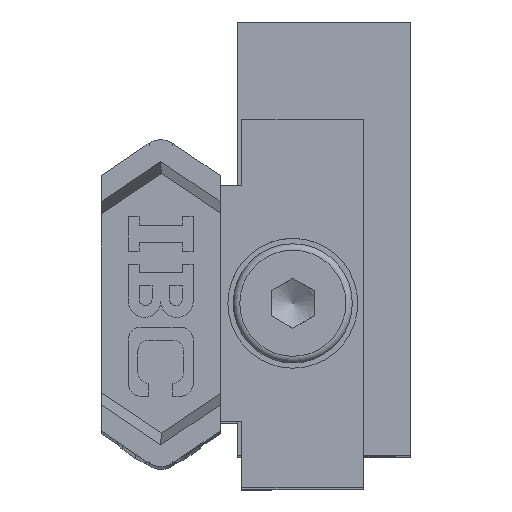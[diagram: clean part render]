
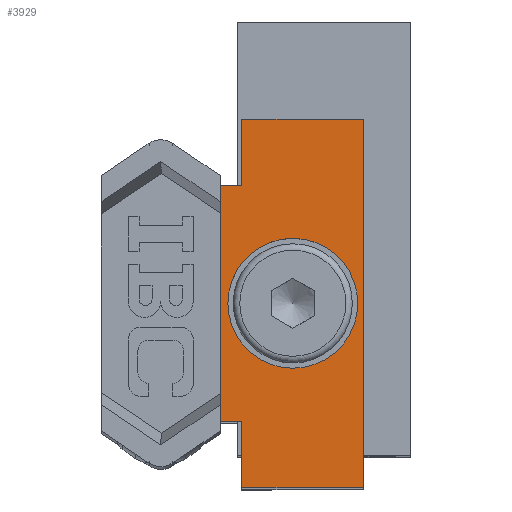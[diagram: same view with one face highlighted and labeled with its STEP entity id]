
A CAD part, top view. The second image highlights one B-rep face of the part: STEP entity #3929.
In plain terms, the highlighted face is planar.
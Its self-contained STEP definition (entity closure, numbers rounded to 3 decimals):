
#1593=CARTESIAN_POINT('',(5.45,-2.457,2.));
#1594=VERTEX_POINT('',#1593);
#1601=CARTESIAN_POINT('',(5.252,-2.751,2.));
#1602=VERTEX_POINT('',#1601);
#1603=CARTESIAN_POINT('',(5.45,-2.457,2.));
#1604=DIRECTION('',(-0.559,-0.829,0.));
#1605=VECTOR('',#1604,0.355);
#1606=LINE('',#1603,#1605);
#1607=EDGE_CURVE('',#1594,#1602,#1606,.T.);
#1853=CARTESIAN_POINT('',(-5.253,-2.751,2.));
#1854=VERTEX_POINT('',#1853);
#1861=CARTESIAN_POINT('',(-5.45,-2.458,2.));
#1862=VERTEX_POINT('',#1861);
#1863=CARTESIAN_POINT('',(-5.253,-2.751,2.));
#1864=DIRECTION('',(-0.559,0.829,0.));
#1865=VECTOR('',#1864,0.353);
#1866=LINE('',#1863,#1865);
#1867=EDGE_CURVE('',#1854,#1862,#1866,.T.);
#3487=CARTESIAN_POINT('',(-4.164,-2.751,2.0));
#3488=VERTEX_POINT('',#3487);
#3489=CARTESIAN_POINT('',(4.159,-2.751,2.0));
#3490=VERTEX_POINT('',#3489);
#3491=CARTESIAN_POINT('',(-4.164,-2.751,2.));
#3492=DIRECTION('',(1.0,0.0,0.0));
#3493=VECTOR('',#3492,8.323);
#3494=LINE('',#3491,#3493);
#3495=EDGE_CURVE('',#3488,#3490,#3494,.T.);
#3649=CARTESIAN_POINT('',(-3.,-6.101,1.999));
#3650=VERTEX_POINT('',#3649);
#3651=CARTESIAN_POINT('',(0.,-6.101,1.999));
#3652=DIRECTION('',(0.0,0.,1.));
#3653=DIRECTION('',(-1.0,0.0,0.0));
#3654=AXIS2_PLACEMENT_3D('',#3651,#3652,#3653);
#3655=CIRCLE('',#3654,3.);
#3656=EDGE_CURVE('',#3650,#3650,#3655,.T.);
#3710=CARTESIAN_POINT('',(-5.45,-3.751,2.));
#3711=VERTEX_POINT('',#3710);
#3720=CARTESIAN_POINT('',(-8.5,-3.751,2.));
#3721=VERTEX_POINT('',#3720);
#3722=CARTESIAN_POINT('',(-5.45,-3.751,2.));
#3723=DIRECTION('',(-1.0,0.0,0.0));
#3724=VECTOR('',#3723,3.05);
#3725=LINE('',#3722,#3724);
#3726=EDGE_CURVE('',#3711,#3721,#3725,.T.);
#3752=CARTESIAN_POINT('',(5.45,-3.751,2.));
#3753=VERTEX_POINT('',#3752);
#3768=CARTESIAN_POINT('',(8.5,-3.751,2.));
#3769=VERTEX_POINT('',#3768);
#3776=CARTESIAN_POINT('',(8.5,-3.751,2.));
#3777=DIRECTION('',(-1.0,0.0,0.0));
#3778=VECTOR('',#3777,3.05);
#3779=LINE('',#3776,#3778);
#3780=EDGE_CURVE('',#3769,#3753,#3779,.T.);
#3792=CARTESIAN_POINT('',(8.5,-9.351,1.997));
#3793=VERTEX_POINT('',#3792);
#3800=CARTESIAN_POINT('',(8.5,-3.751,2.));
#3801=DIRECTION('',(0.0,-1.,0.));
#3802=VECTOR('',#3801,5.6);
#3803=LINE('',#3800,#3802);
#3804=EDGE_CURVE('',#3769,#3793,#3803,.T.);
#3821=CARTESIAN_POINT('',(-8.5,-9.351,1.997));
#3822=VERTEX_POINT('',#3821);
#3838=CARTESIAN_POINT('',(-8.5,-3.751,2.));
#3839=DIRECTION('',(0.0,-1.,0.));
#3840=VECTOR('',#3839,5.6);
#3841=LINE('',#3838,#3840);
#3842=EDGE_CURVE('',#3721,#3822,#3841,.T.);
#3860=CARTESIAN_POINT('',(8.5,-9.351,1.997));
#3861=DIRECTION('',(-1.0,0.0,0.0));
#3862=VECTOR('',#3861,17.);
#3863=LINE('',#3860,#3862);
#3864=EDGE_CURVE('',#3793,#3822,#3863,.T.);
#3875=CARTESIAN_POINT('',(5.45,-3.751,2.));
#3876=DIRECTION('',(0.0,1.,0.));
#3877=VECTOR('',#3876,1.294);
#3878=LINE('',#3875,#3877);
#3879=EDGE_CURVE('',#3753,#1594,#3878,.T.);
#3892=CARTESIAN_POINT('',(5.45,-2.751,2.));
#3893=DIRECTION('',(0.,0.,-1.));
#3894=DIRECTION('',(-1.0,0.0,0.0));
#3895=AXIS2_PLACEMENT_3D('',#3892,#3893,#3894);
#3896=PLANE('',#3895);
#3897=CARTESIAN_POINT('',(-5.45,-3.751,2.));
#3898=DIRECTION('',(0.0,1.,0.));
#3899=VECTOR('',#3898,1.292);
#3900=LINE('',#3897,#3899);
#3901=EDGE_CURVE('',#3711,#1862,#3900,.T.);
#3902=ORIENTED_EDGE('',*,*,#3901,.T.);
#3903=ORIENTED_EDGE('',*,*,#1867,.F.);
#3904=CARTESIAN_POINT('',(-4.164,-2.751,2.));
#3905=DIRECTION('',(-1.0,0.0,0.0));
#3906=VECTOR('',#3905,1.089);
#3907=LINE('',#3904,#3906);
#3908=EDGE_CURVE('',#3488,#1854,#3907,.T.);
#3909=ORIENTED_EDGE('',*,*,#3908,.F.);
#3910=ORIENTED_EDGE('',*,*,#3495,.T.);
#3911=CARTESIAN_POINT('',(5.252,-2.751,2.));
#3912=DIRECTION('',(-1.0,0.0,0.0));
#3913=VECTOR('',#3912,1.092);
#3914=LINE('',#3911,#3913);
#3915=EDGE_CURVE('',#1602,#3490,#3914,.T.);
#3916=ORIENTED_EDGE('',*,*,#3915,.F.);
#3917=ORIENTED_EDGE('',*,*,#1607,.F.);
#3918=ORIENTED_EDGE('',*,*,#3879,.F.);
#3919=ORIENTED_EDGE('',*,*,#3780,.F.);
#3920=ORIENTED_EDGE('',*,*,#3804,.T.);
#3921=ORIENTED_EDGE('',*,*,#3864,.T.);
#3922=ORIENTED_EDGE('',*,*,#3842,.F.);
#3923=ORIENTED_EDGE('',*,*,#3726,.F.);
#3924=EDGE_LOOP('',(#3902,#3903,#3909,#3910,#3916,#3917,#3918,#3919,#3920,#3921,#3922,#3923));
#3925=FACE_OUTER_BOUND('',#3924,.T.);
#3926=ORIENTED_EDGE('',*,*,#3656,.T.);
#3927=EDGE_LOOP('',(#3926));
#3928=FACE_BOUND('',#3927,.T.);
#3929=ADVANCED_FACE('',(#3925,#3928),#3896,.T.);
